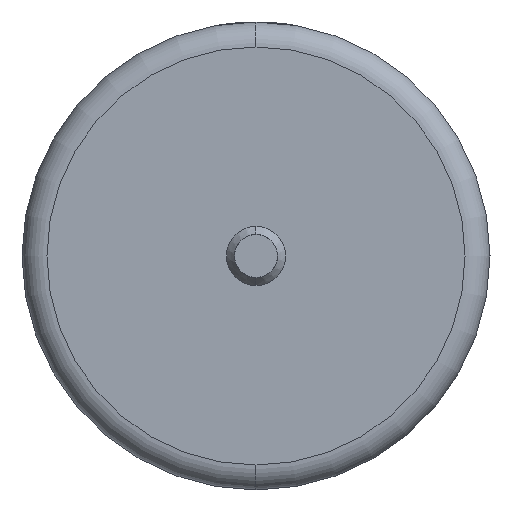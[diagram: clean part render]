
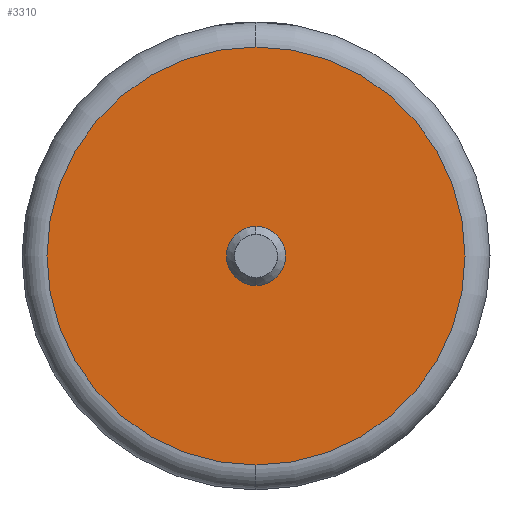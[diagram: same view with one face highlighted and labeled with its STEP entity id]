
A CAD part, left-side view. The second image highlights one B-rep face of the part: STEP entity #3310.
In plain terms, the highlighted planar face has unit normal (-1, 0, 0).
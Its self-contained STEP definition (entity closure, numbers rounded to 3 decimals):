
#116 = FACE_BOUND ( 'NONE', #755, .T. ) ;
#123 = CARTESIAN_POINT ( 'NONE',  ( 0., 0., 3.35 ) ) ;
#169 = CARTESIAN_POINT ( 'NONE',  ( 0., 0., 0. ) ) ;
#228 = DIRECTION ( 'NONE',  ( 0., 0., 1. ) ) ;
#342 = CIRCLE ( 'NONE', #1239, 0.473 ) ;
#377 = ORIENTED_EDGE ( 'NONE', *, *, #2635, .F. ) ;
#401 = AXIS2_PLACEMENT_3D ( 'NONE', #169, #2895, #228 ) ;
#545 = EDGE_LOOP ( 'NONE', ( #982, #570 ) ) ;
#570 = ORIENTED_EDGE ( 'NONE', *, *, #1091, .T. ) ;
#643 = CIRCLE ( 'NONE', #401, 0.473 ) ;
#749 = ORIENTED_EDGE ( 'NONE', *, *, #1167, .F. ) ;
#753 = CIRCLE ( 'NONE', #1488, 3.35 ) ;
#755 = EDGE_LOOP ( 'NONE', ( #377, #749 ) ) ;
#787 = DIRECTION ( 'NONE',  ( 0., 0., -1. ) ) ;
#870 = CARTESIAN_POINT ( 'NONE',  ( 0., 0., 0.473 ) ) ;
#982 = ORIENTED_EDGE ( 'NONE', *, *, #1617, .T. ) ;
#1091 = EDGE_CURVE ( 'NONE', #3210, #3649, #753, .T. ) ;
#1167 = EDGE_CURVE ( 'NONE', #2290, #2092, #643, .T. ) ;
#1239 = AXIS2_PLACEMENT_3D ( 'NONE', #4181, #2477, #3836 ) ;
#1488 = AXIS2_PLACEMENT_3D ( 'NONE', #2957, #3927, #1913 ) ;
#1501 = PLANE ( 'NONE',  #3788 ) ;
#1617 = EDGE_CURVE ( 'NONE', #3649, #3210, #1844, .T. ) ;
#1820 = DIRECTION ( 'NONE',  ( 1., 0., 0. ) ) ;
#1844 = CIRCLE ( 'NONE', #3863, 3.35 ) ;
#1913 = DIRECTION ( 'NONE',  ( 0., 0., -1. ) ) ;
#2092 = VERTEX_POINT ( 'NONE', #4112 ) ;
#2189 = DIRECTION ( 'NONE',  ( 0., 0., -1. ) ) ;
#2290 = VERTEX_POINT ( 'NONE', #870 ) ;
#2477 = DIRECTION ( 'NONE',  ( -1., 0., 0. ) ) ;
#2635 = EDGE_CURVE ( 'NONE', #2092, #2290, #342, .T. ) ;
#2895 = DIRECTION ( 'NONE',  ( -1., 0., 0. ) ) ;
#2957 = CARTESIAN_POINT ( 'NONE',  ( 0., 0., 0. ) ) ;
#3117 = DIRECTION ( 'NONE',  ( -1., 0., 0. ) ) ;
#3130 = CARTESIAN_POINT ( 'NONE',  ( 0., 0., 0. ) ) ;
#3210 = VERTEX_POINT ( 'NONE', #123 ) ;
#3310 = ADVANCED_FACE ( 'NONE', ( #3615, #116 ), #1501, .F. ) ;
#3615 = FACE_OUTER_BOUND ( 'NONE', #545, .T. ) ;
#3649 = VERTEX_POINT ( 'NONE', #4099 ) ;
#3788 = AXIS2_PLACEMENT_3D ( 'NONE', #4204, #1820, #2189 ) ;
#3836 = DIRECTION ( 'NONE',  ( 0., 0., 1. ) ) ;
#3863 = AXIS2_PLACEMENT_3D ( 'NONE', #3130, #3117, #787 ) ;
#3927 = DIRECTION ( 'NONE',  ( -1., 0., 0. ) ) ;
#4099 = CARTESIAN_POINT ( 'NONE',  ( 0., 0., -3.35 ) ) ;
#4112 = CARTESIAN_POINT ( 'NONE',  ( 0., 0., -0.473 ) ) ;
#4181 = CARTESIAN_POINT ( 'NONE',  ( 0., 0., 0. ) ) ;
#4204 = CARTESIAN_POINT ( 'NONE',  ( 0., 0., 0. ) ) ;
